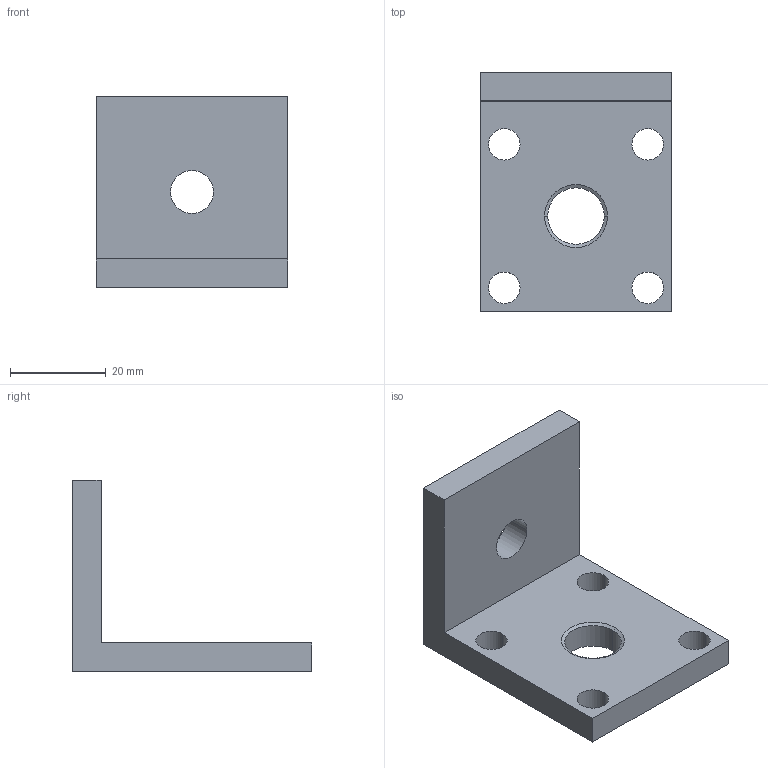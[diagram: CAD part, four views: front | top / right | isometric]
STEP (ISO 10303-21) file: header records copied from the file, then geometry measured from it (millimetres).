
FILE_DESCRIPTION(('Creo Elements/Direct Modeling STEP Export'),'2;1');
FILE_NAME('44.0395_Anschlusswinkel-MMS-44_G1-4-Zoll.stp','2022-03-21T 9:02:59',(''),(''),'PTC Creo Elements/Direct Modeling STEP processor for AP214 (Solid Model)','PTC Creo Elements/Direct Modeling 19.0C 15-Aug-2015 (C) Parametric Technology GmbH','');
FILE_SCHEMA(('AUTOMOTIVE_DESIGN { 1 0 10303 214 1 1 1 1 }'));
Length unit declared in the file: millimetre
Products named in the file (1): Abschlusswinkel-MMS-44_G14_44.0395_PX175595
Bounding box: 40 x 50 x 40 mm (x, y, z)
Volume: 18290.8 mm3; surface area: 8457.2 mm2
Topology: 1 solids, 1 shells, 24 faces, 62 edges, 40 vertices
Faces by surface type: cylinder 12, plane 8, cone 4
Entity records: 734 total; most frequent: ORIENTED_EDGE 124, CARTESIAN_POINT 113, DIRECTION 112, EDGE_CURVE 62, VERTEX_POINT 40, AXIS2_PLACEMENT_3D 39, EDGE_LOOP 36, VECTOR 34
